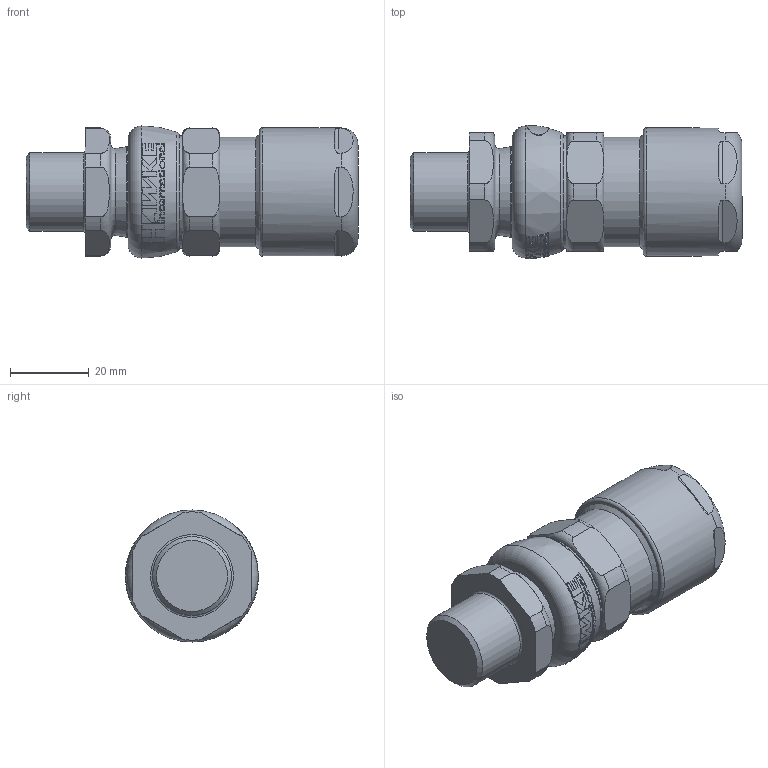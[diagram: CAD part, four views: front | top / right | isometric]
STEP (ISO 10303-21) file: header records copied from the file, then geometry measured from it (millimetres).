
FILE_DESCRIPTION(/* description */ (''),/* implementation_level */ '2;1');
FILE_NAME(/* name */ 'ICG_653_UNIV_L A.stp',/* time_stamp */ '2021-04-29T16:10:40+06:00',/* author */ ('vinaykumark'),/* organization */ (''),/* preprocessor_version */ 'ST-DEVELOPER v18',/* originating_system */ 'Autodesk Inventor 2020',/* authorisation */ '');
FILE_SCHEMA (('AUTOMOTIVE_DESIGN { 1 0 10303 214 3 1 1 }'));
Length unit declared in the file: inch
Products named in the file (1): ICG_653_UNIV_L A
Bounding box: 84.19 x 33.8 x 33.5 mm (x, y, z)
Volume: 92558.1 mm3; surface area: 29207.5 mm2
Topology: 11 solids, 11 shells, 823 faces, 2347 edges, 1583 vertices
Faces by surface type: plane 296, torus 187, bspline 152, cylinder 110, cone 76, sphere 2
Full cylindrical faces by diameter (mm): 0.6 x6, 14.1 x1, 14.3 x1, 16.9 x2, 19.2 x1, 19.4 x1, 20 x1, 21 x1, 21.2 x1, 22.26 x1, 23 x3, 23.26 x1, 23.5 x1, 24.5 x1, 25.32 x1, 27.7 x1, 28.5 x1, 28.55 x1, 30 x1, 32.5 x1
Entity records: 32800 total; most frequent: CARTESIAN_POINT 11877, ORIENTED_EDGE 4682, DIRECTION 3612, EDGE_CURVE 2341, VERTEX_POINT 1577, AXIS2_PLACEMENT_3D 1459, EDGE_LOOP 866, FACE_OUTER_BOUND 823
